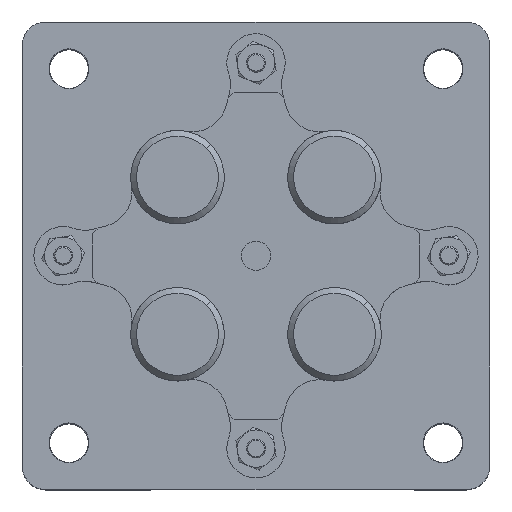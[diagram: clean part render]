
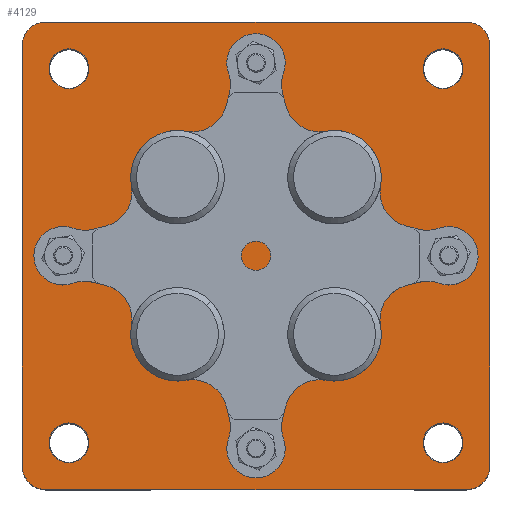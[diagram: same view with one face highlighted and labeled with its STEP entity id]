
A CAD part, top view. The second image highlights one B-rep face of the part: STEP entity #4129.
In plain terms, the highlighted face is planar.
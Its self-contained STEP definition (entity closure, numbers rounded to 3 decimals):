
#34 = DIRECTION ( 'NONE',  ( -1., 0., 0. ) ) ;
#260 = DIRECTION ( 'NONE',  ( 1., 0., 0. ) ) ;
#555 = CIRCLE ( 'NONE', #6332, 1.7 ) ;
#667 = VERTEX_POINT ( 'NONE', #12246 ) ;
#831 = CARTESIAN_POINT ( 'NONE',  ( -20., 20., 0. ) ) ;
#908 = EDGE_CURVE ( 'NONE', #7099, #12472, #7375, .T. ) ;
#941 = ORIENTED_EDGE ( 'NONE', *, *, #6544, .F. ) ;
#1009 = CIRCLE ( 'NONE', #13704, 1.7 ) ;
#1100 = AXIS2_PLACEMENT_3D ( 'NONE', #13727, #8259, #260 ) ;
#1280 = LINE ( 'NONE', #3927, #7691 ) ;
#1312 = VERTEX_POINT ( 'NONE', #14976 ) ;
#1478 = VERTEX_POINT ( 'NONE', #4664 ) ;
#1705 = AXIS2_PLACEMENT_3D ( 'NONE', #16266, #7092, #2177 ) ;
#1707 = EDGE_CURVE ( 'NONE', #16459, #667, #1009, .T. ) ;
#1816 = VERTEX_POINT ( 'NONE', #16147 ) ;
#2015 = CIRCLE ( 'NONE', #10022, 1.7 ) ;
#2177 = DIRECTION ( 'NONE',  ( 1., 0., 0. ) ) ;
#2226 = CARTESIAN_POINT ( 'NONE',  ( -18., 20., 0. ) ) ;
#2442 = AXIS2_PLACEMENT_3D ( 'NONE', #7581, #16670, #4812 ) ;
#2598 = CARTESIAN_POINT ( 'NONE',  ( 16., 16., 0. ) ) ;
#2747 = CIRCLE ( 'NONE', #10478, 1.7 ) ;
#2817 = EDGE_LOOP ( 'NONE', ( #15588, #6915, #11352, #9867, #13799, #14959, #6989, #11712 ) ) ;
#2955 = CARTESIAN_POINT ( 'NONE',  ( 17.7, -16., 0. ) ) ;
#2981 = EDGE_LOOP ( 'NONE', ( #8359, #6974 ) ) ;
#3007 = EDGE_CURVE ( 'NONE', #15058, #8180, #11234, .T. ) ;
#3193 = FACE_BOUND ( 'NONE', #7422, .T. ) ;
#3237 = EDGE_CURVE ( 'NONE', #1478, #9125, #14707, .T. ) ;
#3550 = VERTEX_POINT ( 'NONE', #16920 ) ;
#3661 = CIRCLE ( 'NONE', #13357, 1.7 ) ;
#3683 = CARTESIAN_POINT ( 'NONE',  ( 16., -16., 0. ) ) ;
#3760 = AXIS2_PLACEMENT_3D ( 'NONE', #2598, #15741, #34 ) ;
#3882 = DIRECTION ( 'NONE',  ( 0., 0., -1. ) ) ;
#3927 = CARTESIAN_POINT ( 'NONE',  ( 20., 20., 0. ) ) ;
#4129 = ADVANCED_FACE ( 'NONE', ( #16423, #3193, #4563, #13586, #12369 ), #4729, .F. ) ;
#4248 = CARTESIAN_POINT ( 'NONE',  ( -18., -20., 0. ) ) ;
#4281 = CIRCLE ( 'NONE', #1705, 2. ) ;
#4360 = AXIS2_PLACEMENT_3D ( 'NONE', #15304, #6062, #11316 ) ;
#4563 = FACE_BOUND ( 'NONE', #2981, .T. ) ;
#4664 = CARTESIAN_POINT ( 'NONE',  ( 18., 20., 0. ) ) ;
#4729 = PLANE ( 'NONE',  #4360 ) ;
#4812 = DIRECTION ( 'NONE',  ( 1., 0., 0. ) ) ;
#4822 = AXIS2_PLACEMENT_3D ( 'NONE', #5746, #16296, #7456 ) ;
#5394 = VERTEX_POINT ( 'NONE', #13394 ) ;
#5581 = VERTEX_POINT ( 'NONE', #15595 ) ;
#5616 = CARTESIAN_POINT ( 'NONE',  ( -20., -20., 0. ) ) ;
#5655 = VECTOR ( 'NONE', #15140, 1000. ) ;
#5677 = DIRECTION ( 'NONE',  ( -1., 0., 0. ) ) ;
#5746 = CARTESIAN_POINT ( 'NONE',  ( -16., -16., 0. ) ) ;
#6062 = DIRECTION ( 'NONE',  ( 0., 0., 1. ) ) ;
#6192 = VERTEX_POINT ( 'NONE', #6487 ) ;
#6332 = AXIS2_PLACEMENT_3D ( 'NONE', #6632, #9123, #9040 ) ;
#6405 = ORIENTED_EDGE ( 'NONE', *, *, #10499, .F. ) ;
#6487 = CARTESIAN_POINT ( 'NONE',  ( 20., -18., 0. ) ) ;
#6544 = EDGE_CURVE ( 'NONE', #14729, #1816, #16249, .T. ) ;
#6583 = EDGE_CURVE ( 'NONE', #6192, #16143, #8234, .T. ) ;
#6596 = ORIENTED_EDGE ( 'NONE', *, *, #3007, .F. ) ;
#6632 = CARTESIAN_POINT ( 'NONE',  ( 16., -16., 0. ) ) ;
#6915 = ORIENTED_EDGE ( 'NONE', *, *, #10812, .T. ) ;
#6918 = CARTESIAN_POINT ( 'NONE',  ( -20., 20., 0. ) ) ;
#6974 = ORIENTED_EDGE ( 'NONE', *, *, #15813, .F. ) ;
#6989 = ORIENTED_EDGE ( 'NONE', *, *, #14381, .F. ) ;
#7058 = CARTESIAN_POINT ( 'NONE',  ( -16., -16., 0. ) ) ;
#7092 = DIRECTION ( 'NONE',  ( 0., 0., -1. ) ) ;
#7099 = VERTEX_POINT ( 'NONE', #4248 ) ;
#7328 = DIRECTION ( 'NONE',  ( -1., 0., 0. ) ) ;
#7375 = CIRCLE ( 'NONE', #14287, 2. ) ;
#7422 = EDGE_LOOP ( 'NONE', ( #10137, #941 ) ) ;
#7456 = DIRECTION ( 'NONE',  ( -1., 0., 0. ) ) ;
#7576 = CARTESIAN_POINT ( 'NONE',  ( -16., 16., 0. ) ) ;
#7581 = CARTESIAN_POINT ( 'NONE',  ( 18., -18., 0. ) ) ;
#7595 = CIRCLE ( 'NONE', #4822, 1.7 ) ;
#7632 = CARTESIAN_POINT ( 'NONE',  ( -17.7, -16., 0. ) ) ;
#7691 = VECTOR ( 'NONE', #9210, 1000. ) ;
#8090 = CARTESIAN_POINT ( 'NONE',  ( 14.3, 16., 0. ) ) ;
#8180 = VERTEX_POINT ( 'NONE', #11523 ) ;
#8218 = ORIENTED_EDGE ( 'NONE', *, *, #12421, .F. ) ;
#8234 = CIRCLE ( 'NONE', #2442, 2. ) ;
#8259 = DIRECTION ( 'NONE',  ( 0., 0., -1. ) ) ;
#8359 = ORIENTED_EDGE ( 'NONE', *, *, #1707, .F. ) ;
#8530 = CIRCLE ( 'NONE', #1100, 2. ) ;
#8656 = VECTOR ( 'NONE', #13702, 1000. ) ;
#9040 = DIRECTION ( 'NONE',  ( -1., 0., 0. ) ) ;
#9123 = DIRECTION ( 'NONE',  ( 0., 0., -1. ) ) ;
#9125 = VERTEX_POINT ( 'NONE', #2226 ) ;
#9210 = DIRECTION ( 'NONE',  ( 0., 1., 0. ) ) ;
#9510 = DIRECTION ( 'NONE',  ( -1., 0., 0. ) ) ;
#9776 = EDGE_CURVE ( 'NONE', #7099, #16143, #14887, .T. ) ;
#9862 = CARTESIAN_POINT ( 'NONE',  ( 16., 16., 0. ) ) ;
#9867 = ORIENTED_EDGE ( 'NONE', *, *, #6583, .T. ) ;
#9921 = EDGE_CURVE ( 'NONE', #3550, #9125, #4281, .T. ) ;
#10022 = AXIS2_PLACEMENT_3D ( 'NONE', #15836, #3882, #14631 ) ;
#10137 = ORIENTED_EDGE ( 'NONE', *, *, #10661, .F. ) ;
#10478 = AXIS2_PLACEMENT_3D ( 'NONE', #7576, #16659, #16496 ) ;
#10499 = EDGE_CURVE ( 'NONE', #1312, #5581, #2747, .T. ) ;
#10661 = EDGE_CURVE ( 'NONE', #1816, #14729, #555, .T. ) ;
#10760 = EDGE_CURVE ( 'NONE', #6192, #5394, #1280, .T. ) ;
#10812 = EDGE_CURVE ( 'NONE', #1478, #5394, #8530, .T. ) ;
#11148 = DIRECTION ( 'NONE',  ( -1., 0., 0. ) ) ;
#11234 = CIRCLE ( 'NONE', #3760, 1.7 ) ;
#11316 = DIRECTION ( 'NONE',  ( 1., 0., 0. ) ) ;
#11352 = ORIENTED_EDGE ( 'NONE', *, *, #10760, .F. ) ;
#11406 = DIRECTION ( 'NONE',  ( 0., 0., -1. ) ) ;
#11523 = CARTESIAN_POINT ( 'NONE',  ( 17.7, 16., 0. ) ) ;
#11712 = ORIENTED_EDGE ( 'NONE', *, *, #9921, .T. ) ;
#11975 = DIRECTION ( 'NONE',  ( 0., 0., -1. ) ) ;
#12246 = CARTESIAN_POINT ( 'NONE',  ( -14.3, -16., 0. ) ) ;
#12369 = FACE_OUTER_BOUND ( 'NONE', #2817, .T. ) ;
#12421 = EDGE_CURVE ( 'NONE', #5581, #1312, #2015, .T. ) ;
#12432 = CARTESIAN_POINT ( 'NONE',  ( 18., -20., 0. ) ) ;
#12472 = VERTEX_POINT ( 'NONE', #13253 ) ;
#12720 = EDGE_LOOP ( 'NONE', ( #6596, #12921 ) ) ;
#12748 = EDGE_CURVE ( 'NONE', #8180, #15058, #3661, .T. ) ;
#12921 = ORIENTED_EDGE ( 'NONE', *, *, #12748, .F. ) ;
#13212 = AXIS2_PLACEMENT_3D ( 'NONE', #3683, #15392, #7328 ) ;
#13253 = CARTESIAN_POINT ( 'NONE',  ( -20., -18., 0. ) ) ;
#13357 = AXIS2_PLACEMENT_3D ( 'NONE', #9862, #11406, #11148 ) ;
#13394 = CARTESIAN_POINT ( 'NONE',  ( 20., 18., 0. ) ) ;
#13586 = FACE_BOUND ( 'NONE', #14611, .T. ) ;
#13702 = DIRECTION ( 'NONE',  ( 0., -1., 0. ) ) ;
#13704 = AXIS2_PLACEMENT_3D ( 'NONE', #7058, #14857, #5677 ) ;
#13727 = CARTESIAN_POINT ( 'NONE',  ( 18., 18., 0. ) ) ;
#13799 = ORIENTED_EDGE ( 'NONE', *, *, #9776, .F. ) ;
#14287 = AXIS2_PLACEMENT_3D ( 'NONE', #15866, #11975, #16978 ) ;
#14381 = EDGE_CURVE ( 'NONE', #3550, #12472, #15161, .T. ) ;
#14611 = EDGE_LOOP ( 'NONE', ( #6405, #8218 ) ) ;
#14631 = DIRECTION ( 'NONE',  ( -1., 0., 0. ) ) ;
#14707 = LINE ( 'NONE', #6918, #14849 ) ;
#14729 = VERTEX_POINT ( 'NONE', #2955 ) ;
#14849 = VECTOR ( 'NONE', #9510, 1000. ) ;
#14857 = DIRECTION ( 'NONE',  ( 0., 0., -1. ) ) ;
#14887 = LINE ( 'NONE', #5616, #5655 ) ;
#14959 = ORIENTED_EDGE ( 'NONE', *, *, #908, .T. ) ;
#14976 = CARTESIAN_POINT ( 'NONE',  ( -17.7, 16., 0. ) ) ;
#15058 = VERTEX_POINT ( 'NONE', #8090 ) ;
#15140 = DIRECTION ( 'NONE',  ( 1., 0., 0. ) ) ;
#15161 = LINE ( 'NONE', #831, #8656 ) ;
#15304 = CARTESIAN_POINT ( 'NONE',  ( 0., 0., 0. ) ) ;
#15392 = DIRECTION ( 'NONE',  ( 0., 0., -1. ) ) ;
#15588 = ORIENTED_EDGE ( 'NONE', *, *, #3237, .F. ) ;
#15595 = CARTESIAN_POINT ( 'NONE',  ( -14.3, 16., 0. ) ) ;
#15741 = DIRECTION ( 'NONE',  ( 0., 0., -1. ) ) ;
#15813 = EDGE_CURVE ( 'NONE', #667, #16459, #7595, .T. ) ;
#15836 = CARTESIAN_POINT ( 'NONE',  ( -16., 16., 0. ) ) ;
#15866 = CARTESIAN_POINT ( 'NONE',  ( -18., -18., 0. ) ) ;
#16143 = VERTEX_POINT ( 'NONE', #12432 ) ;
#16147 = CARTESIAN_POINT ( 'NONE',  ( 14.3, -16., 0. ) ) ;
#16249 = CIRCLE ( 'NONE', #13212, 1.7 ) ;
#16266 = CARTESIAN_POINT ( 'NONE',  ( -18., 18., 0. ) ) ;
#16296 = DIRECTION ( 'NONE',  ( 0., 0., -1. ) ) ;
#16423 = FACE_BOUND ( 'NONE', #12720, .T. ) ;
#16459 = VERTEX_POINT ( 'NONE', #7632 ) ;
#16496 = DIRECTION ( 'NONE',  ( -1., 0., 0. ) ) ;
#16659 = DIRECTION ( 'NONE',  ( 0., 0., -1. ) ) ;
#16670 = DIRECTION ( 'NONE',  ( 0., 0., -1. ) ) ;
#16920 = CARTESIAN_POINT ( 'NONE',  ( -20., 18., 0. ) ) ;
#16978 = DIRECTION ( 'NONE',  ( 1., 0., 0. ) ) ;
